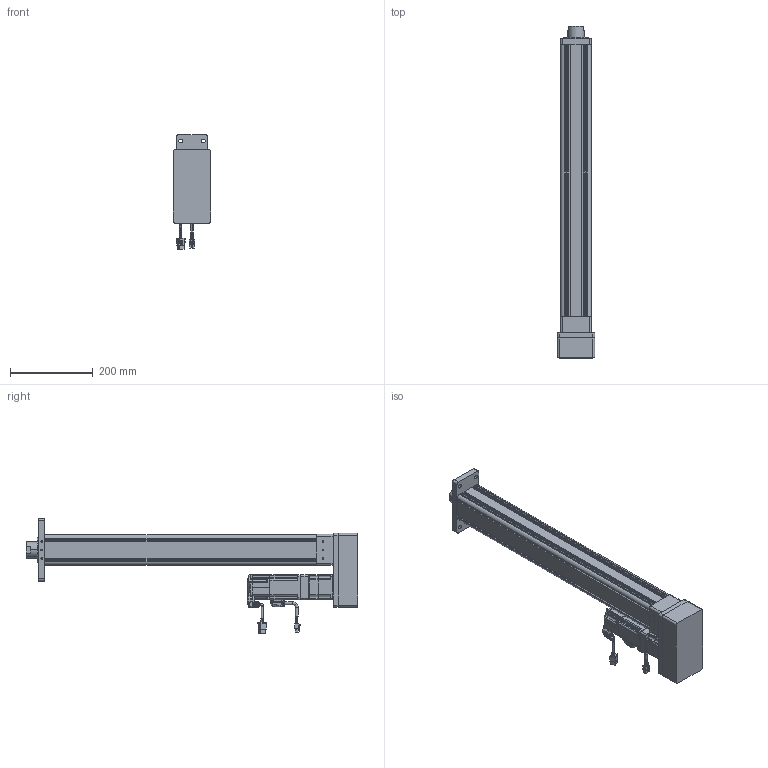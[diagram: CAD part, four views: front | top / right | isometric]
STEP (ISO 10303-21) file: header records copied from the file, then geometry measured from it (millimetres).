
FILE_DESCRIPTION (( 'STEP AP203' ), '1' );
FILE_NAME ('RLB75-10QF-6.8KN-R550-50mm-s.STEP', '2025-01-08T02:32:26', ( '微软用户' ), ( '微软中国' ), 'SwSTEP 2.0', 'SolidWorks 2022', '' );
FILE_SCHEMA (( 'CONFIG_CONTROL_DESIGN' ));
Length unit declared in the file: millimetre
Products named in the file (17): 11-2-8.stp; ENCODER-COVER_20181130_ASM.stp; 11-2-25.stp; ECM-B3M-C20401RS1-20181130_AS_1_ASM.stp; 11-2-65.stp; ENCODER_CABLE_08152011.stp; ECM-B3M-CX0604SS1.stp; 75缸行程500折叠前法兰安装; ECM-B3M-CX0604SS1; 11-2-13.stp; C1302H02_3X3P-1.stp; 11-2-55.stp; 11-2-35.stp; 11-2-45.stp; RLB75-10QF-6.8KN-R550-50mm-s; PGH60-L1-14-50-70-M5-A16; ECM-B3M-C20604SS1.stp
Assembly tree (16 placements, depth 6):
  RLB75-10QF-6.8KN-R550-50mm-s
    75缸行程500折叠前法兰安装
    ECM-B3M-CX0604SS1
      ECM-B3M-CX0604SS1.stp
        ENCODER-COVER_20181130_ASM.stp
          ECM-B3M-C20401RS1-20181130_AS_1_ASM.stp
            11-2-8.stp
            11-2-13.stp
            11-2-25.stp
            11-2-35.stp
            11-2-45.stp
            11-2-55.stp
            11-2-65.stp
        ECM-B3M-C20604SS1.stp
        ENCODER_CABLE_08152011.stp
        C1302H02_3X3P-1.stp
    PGH60-L1-14-50-70-M5-A16
Bounding box: 90.01 x 800 x 275.75 mm (x, y, z)
Volume: 5413726.2 mm3; surface area: 498815.1 mm2
Topology: 29 solids, 41 shells, 2542 faces, 6342 edges, 3962 vertices
Faces by surface type: plane 1022, cylinder 964, cone 225, bspline 152, torus 151, sphere 28
Entity records: 97612 total; most frequent: CARTESIAN_POINT 37548, ORIENTED_EDGE 12634, DIRECTION 11582, EDGE_CURVE 6317, AXIS2_PLACEMENT_3D 4435, VERTEX_POINT 3962, EDGE_LOOP 2727, LINE 2712
